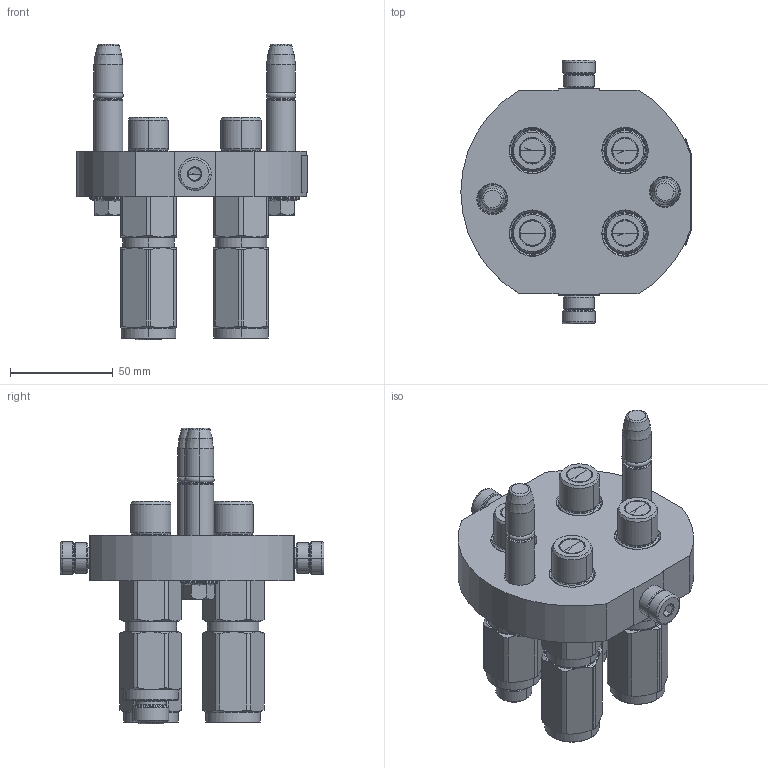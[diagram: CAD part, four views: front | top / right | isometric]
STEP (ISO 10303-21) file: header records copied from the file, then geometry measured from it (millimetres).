
FILE_DESCRIPTION (( 'STEP AP214' ), '1' );
FILE_NAME ('FASTER.step', '2021-05-12T08:44:40', ( '' ), ( '' ), 'SwSTEP 2.0', 'SolidWorks 2017', '' );
FILE_SCHEMA (( 'AUTOMOTIVE_DESIGN' ));
Length unit declared in the file: millimetre
Products named in the file (13): 1540_080_0008_000; 4830_021_0000_000; 3ffnp3811_38sm; FASTER; 4830_028_1000_002; 4830_010_0000_002; P506_M_BASE; 3ffnp38_gas_m; or2_62x9_19_m; et002_piegata; 4830_013_3000_020
Assembly tree (19 placements, depth 3):
  FASTER
    P506_M_BASE
      4830_010_0000_002
      4830_021_0000_000  x2
      1540_080_0008_000  x2
      4830_013_3000_020  x2
      4830_028_1000_002  x2
      or2_62x9_19_m  x2
    3ffnp3811_38sm
      3ffnp3811_38sm
    3ffnp38_gas_m  x3
      3ffnp38_gas_m
    et002_piegata
Bounding box: 111.8 x 128 x 143.42 mm (x, y, z)
Volume: 1869.5 mm3; surface area: 104599.3 mm2
Topology: 5 solids, 57 shells, 1849 faces, 5290 edges, 3505 vertices
Faces by surface type: plane 1031, cylinder 332, cone 316, torus 109, bspline 61
Entity records: 52110 total; most frequent: CARTESIAN_POINT 13594, ORIENTED_EDGE 7394, DIRECTION 6989, EDGE_CURVE 3912, LINE 2731, VECTOR 2731, VERTEX_POINT 2583, AXIS2_PLACEMENT_3D 2129
